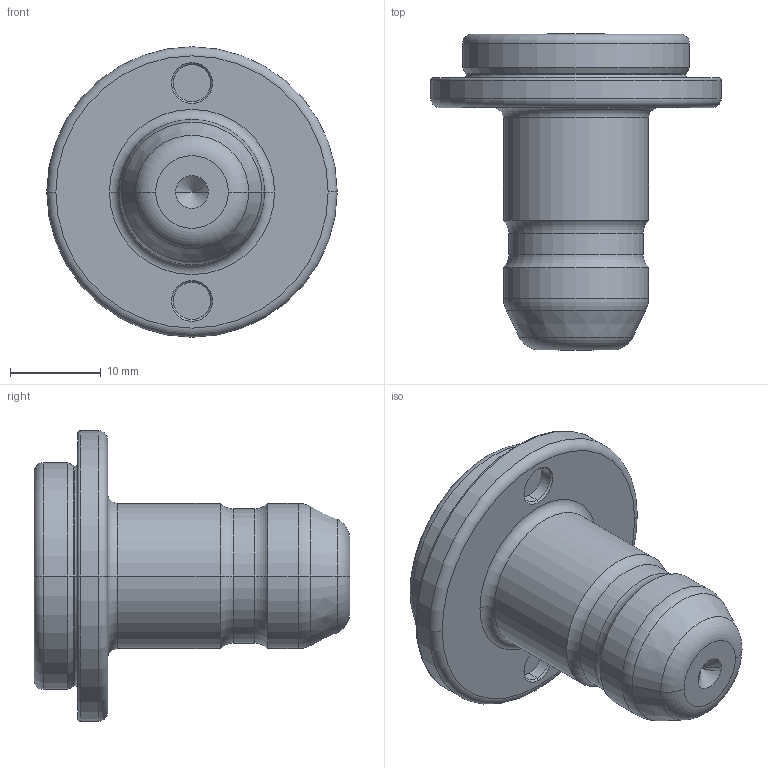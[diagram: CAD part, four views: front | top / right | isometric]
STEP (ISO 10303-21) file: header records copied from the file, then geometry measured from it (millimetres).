
FILE_DESCRIPTION (( 'STEP AP214' ), '1' );
FILE_NAME ('804 209 EZNi m.Np ø25 M8 BI. 4.8 045-320-05.STEP', '2014-03-25T12:09:41', ( '' ), ( '' ), 'SwSTEP 2.0', 'SolidWorks 2013', '' );
FILE_SCHEMA (( 'AUTOMOTIVE_DESIGN' ));
Length unit declared in the file: millimetre
Products named in the file (1): 804 209 EZNi m.Np ø25 M8 BI. 4.8 045-320-05
Bounding box: 32 x 34.8 x 32 mm (x, y, z)
Volume: 9320 mm3; surface area: 3773.6 mm2
Topology: 1 solids, 1 shells, 60 faces, 122 edges, 66 vertices
Faces by surface type: torus 20, cylinder 18, cone 16, plane 6
Entity records: 1576 total; most frequent: DIRECTION 324, CARTESIAN_POINT 245, ORIENTED_EDGE 236, AXIS2_PLACEMENT_3D 145, EDGE_CURVE 118, CIRCLE 84, EDGE_LOOP 66, VERTEX_POINT 66
